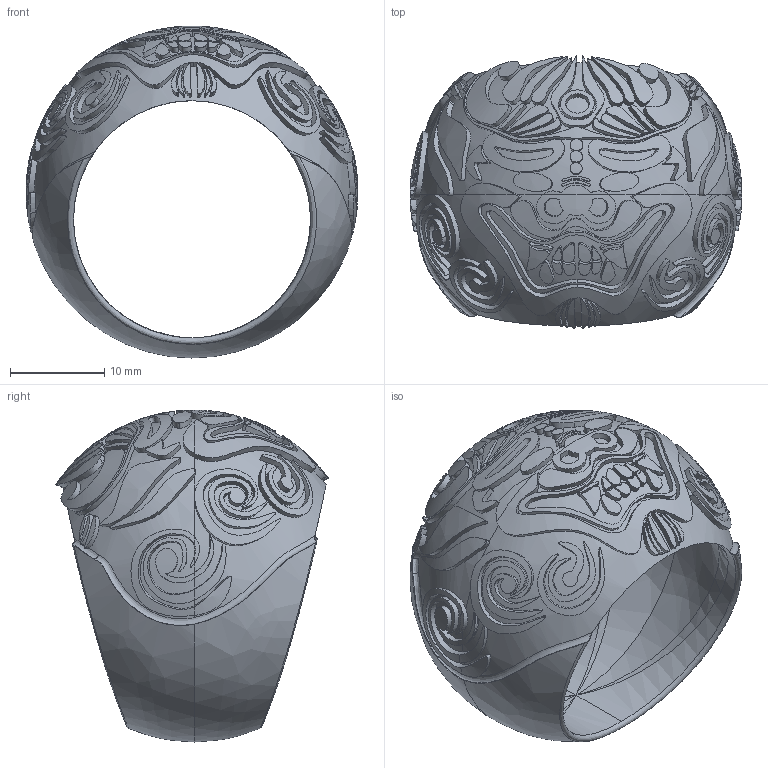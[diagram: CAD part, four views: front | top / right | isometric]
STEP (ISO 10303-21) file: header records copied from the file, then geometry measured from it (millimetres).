
FILE_DESCRIPTION(('FreeCAD Model'),'2;1');
FILE_NAME('Open CASCADE Shape Model','2025-04-27T18:12:41',('FreeCAD'),( 'FreeCAD'),'Open CASCADE STEP processor 7.6','FreeCAD','Unknown');
FILE_SCHEMA(('AUTOMOTIVE_DESIGN { 1 0 10303 214 1 1 1 1 }'));
Products named in the file (1): Open CASCADE STEP translator 7.6 1
Bounding box: 35.15 x 28.87 x 35.15 mm (x, y, z)
Volume: 4049.5 mm3; surface area: 5682.6 mm2
Topology: 1 solids, 1 shells, 318 faces, 748 edges, 494 vertices
Faces by surface type: bspline 318
Entity records: 177378 total; most frequent: CARTESIAN_POINT 172646, ORIENTED_EDGE 1488, EDGE_CURVE 744, B_SPLINE_CURVE_WITH_KNOTS 708, VERTEX_POINT 494, FACE_BOUND 386, EDGE_LOOP 386, ADVANCED_FACE 318
